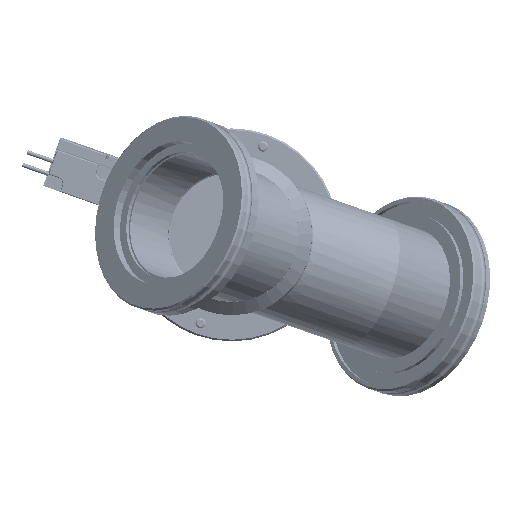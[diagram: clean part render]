
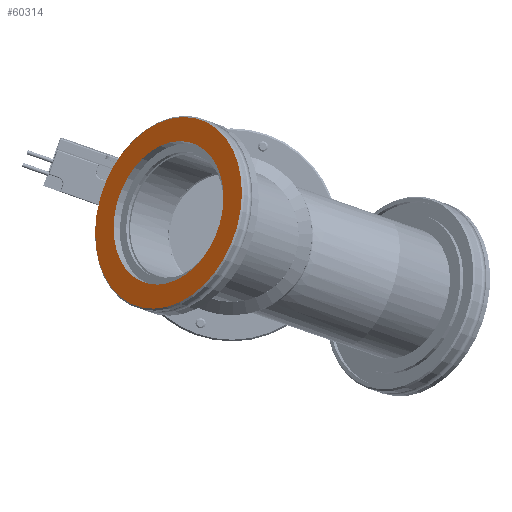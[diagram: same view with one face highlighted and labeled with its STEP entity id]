
A CAD part, front view. The second image highlights one B-rep face of the part: STEP entity #60314.
In plain terms, the highlighted planar face has unit normal (-0.668, -0.707, 0.233).
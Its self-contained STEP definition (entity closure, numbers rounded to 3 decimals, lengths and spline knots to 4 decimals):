
#242 = EDGE_LOOP ( 'NONE', ( #1690, #50007 ) ) ;
#399 = EDGE_CURVE ( 'NONE', #30150, #16679, #57122, .T. ) ;
#1690 = ORIENTED_EDGE ( 'NONE', *, *, #7687, .F. ) ;
#3108 = DIRECTION ( 'NONE',  ( -0.668, -0.707, 0.233 ) ) ;
#3513 = DIRECTION ( 'NONE',  ( -0.492, 0.184, -0.851 ) ) ;
#6754 = ORIENTED_EDGE ( 'NONE', *, *, #60378, .T. ) ;
#7687 = EDGE_CURVE ( 'NONE', #16679, #30150, #41740, .T. ) ;
#9139 = CARTESIAN_POINT ( 'NONE',  ( -0.3846, -4.7789, 2.2014 ) ) ;
#12293 = FACE_OUTER_BOUND ( 'NONE', #16689, .T. ) ;
#12598 = AXIS2_PLACEMENT_3D ( 'NONE', #69270, #50555, #19752 ) ;
#13226 = CARTESIAN_POINT ( 'NONE',  ( -1.2897, -4.4396, 0.6357 ) ) ;
#14682 = FACE_BOUND ( 'NONE', #242, .T. ) ;
#16679 = VERTEX_POINT ( 'NONE', #44938 ) ;
#16689 = EDGE_LOOP ( 'NONE', ( #46126, #6754 ) ) ;
#16716 = AXIS2_PLACEMENT_3D ( 'NONE', #13226, #19327, #29118 ) ;
#19327 = DIRECTION ( 'NONE',  ( -0.668, -0.707, 0.233 ) ) ;
#19752 = DIRECTION ( 'NONE',  ( -0.492, 0.184, -0.851 ) ) ;
#21805 = EDGE_CURVE ( 'NONE', #53513, #49985, #52880, .T. ) ;
#28759 = CIRCLE ( 'NONE', #12598, 1.84 ) ;
#28896 = CARTESIAN_POINT ( 'NONE',  ( -1.9676, -4.1854, -0.5368 ) ) ;
#29118 = DIRECTION ( 'NONE',  ( -0.492, 0.184, -0.851 ) ) ;
#30150 = VERTEX_POINT ( 'NONE', #47921 ) ;
#30947 = AXIS2_PLACEMENT_3D ( 'NONE', #35974, #68857, #69236 ) ;
#32204 = AXIS2_PLACEMENT_3D ( 'NONE', #28896, #62516, #3513 ) ;
#34911 = DIRECTION ( 'NONE',  ( -0.492, 0.184, -0.851 ) ) ;
#35974 = CARTESIAN_POINT ( 'NONE',  ( -1.2897, -4.4396, 0.6357 ) ) ;
#41740 = CIRCLE ( 'NONE', #57935, 1.378 ) ;
#41751 = CARTESIAN_POINT ( 'NONE',  ( -1.2897, -4.4396, 0.6357 ) ) ;
#44938 = CARTESIAN_POINT ( 'NONE',  ( -1.9676, -4.1854, -0.5368 ) ) ;
#46126 = ORIENTED_EDGE ( 'NONE', *, *, #21805, .T. ) ;
#47921 = CARTESIAN_POINT ( 'NONE',  ( -0.6119, -4.6937, 1.8083 ) ) ;
#49985 = VERTEX_POINT ( 'NONE', #52980 ) ;
#50007 = ORIENTED_EDGE ( 'NONE', *, *, #399, .F. ) ;
#50555 = DIRECTION ( 'NONE',  ( -0.668, -0.707, 0.233 ) ) ;
#51283 = PLANE ( 'NONE',  #32204 ) ;
#52880 = CIRCLE ( 'NONE', #30947, 1.84 ) ;
#52980 = CARTESIAN_POINT ( 'NONE',  ( -2.1948, -4.1002, -0.9299 ) ) ;
#53513 = VERTEX_POINT ( 'NONE', #9139 ) ;
#57122 = CIRCLE ( 'NONE', #16716, 1.378 ) ;
#57935 = AXIS2_PLACEMENT_3D ( 'NONE', #41751, #3108, #34911 ) ;
#60314 = ADVANCED_FACE ( 'NONE', ( #12293, #14682 ), #51283, .T. ) ;
#60378 = EDGE_CURVE ( 'NONE', #49985, #53513, #28759, .T. ) ;
#62516 = DIRECTION ( 'NONE',  ( -0.668, -0.707, 0.233 ) ) ;
#68857 = DIRECTION ( 'NONE',  ( -0.668, -0.707, 0.233 ) ) ;
#69236 = DIRECTION ( 'NONE',  ( -0.492, 0.184, -0.851 ) ) ;
#69270 = CARTESIAN_POINT ( 'NONE',  ( -1.2897, -4.4396, 0.6357 ) ) ;
